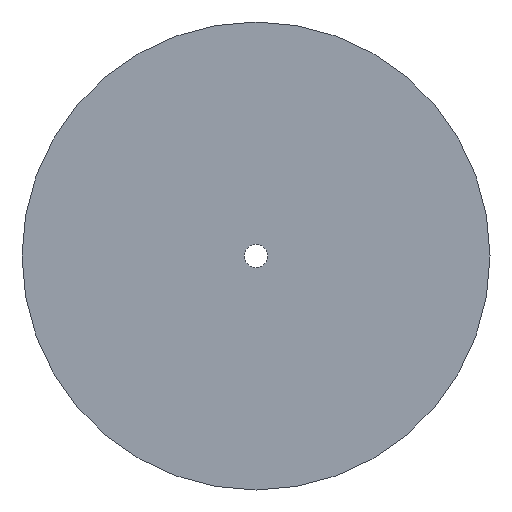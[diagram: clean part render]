
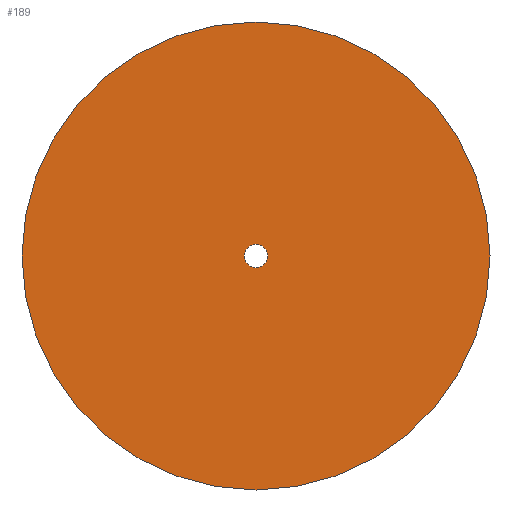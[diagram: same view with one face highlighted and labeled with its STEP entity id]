
A CAD part, front view. The second image highlights one B-rep face of the part: STEP entity #189.
In plain terms, the highlighted planar face has unit normal (0, -1, 0).
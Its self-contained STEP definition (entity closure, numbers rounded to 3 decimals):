
#4 = EDGE_CURVE ( 'NONE', #27, #30, #207, .T. ) ;
#5 = AXIS2_PLACEMENT_3D ( 'NONE', #77, #238, #62 ) ;
#9 = ORIENTED_EDGE ( 'NONE', *, *, #87, .F. ) ;
#15 = DIRECTION ( 'NONE',  ( 0., 1., 0. ) ) ;
#25 = CARTESIAN_POINT ( 'NONE',  ( 0., 0., 10. ) ) ;
#27 = VERTEX_POINT ( 'NONE', #183 ) ;
#30 = VERTEX_POINT ( 'NONE', #25 ) ;
#32 = DIRECTION ( 'NONE',  ( 0., 0., 1. ) ) ;
#42 = EDGE_CURVE ( 'NONE', #163, #198, #190, .T. ) ;
#49 = CIRCLE ( 'NONE', #194, 10. ) ;
#61 = DIRECTION ( 'NONE',  ( 0., 1., 0. ) ) ;
#62 = DIRECTION ( 'NONE',  ( 0., 0., 1. ) ) ;
#68 = DIRECTION ( 'NONE',  ( 0., 1., 0. ) ) ;
#71 = DIRECTION ( 'NONE',  ( 0., 0., 1. ) ) ;
#77 = CARTESIAN_POINT ( 'NONE',  ( 0., 0., 0. ) ) ;
#79 = EDGE_LOOP ( 'NONE', ( #9, #206 ) ) ;
#80 = CARTESIAN_POINT ( 'NONE',  ( 0., 0., 0. ) ) ;
#82 = CARTESIAN_POINT ( 'NONE',  ( 0., 0., 0. ) ) ;
#86 = FACE_BOUND ( 'NONE', #124, .T. ) ;
#87 = EDGE_CURVE ( 'NONE', #198, #163, #111, .T. ) ;
#95 = AXIS2_PLACEMENT_3D ( 'NONE', #82, #61, #142 ) ;
#102 = DIRECTION ( 'NONE',  ( 0., 0., 1. ) ) ;
#111 = CIRCLE ( 'NONE', #5, 200. ) ;
#124 = EDGE_LOOP ( 'NONE', ( #135, #126 ) ) ;
#126 = ORIENTED_EDGE ( 'NONE', *, *, #4, .T. ) ;
#135 = ORIENTED_EDGE ( 'NONE', *, *, #166, .T. ) ;
#138 = AXIS2_PLACEMENT_3D ( 'NONE', #80, #184, #102 ) ;
#142 = DIRECTION ( 'NONE',  ( 0., 0., 1. ) ) ;
#152 = FACE_OUTER_BOUND ( 'NONE', #79, .T. ) ;
#163 = VERTEX_POINT ( 'NONE', #214 ) ;
#166 = EDGE_CURVE ( 'NONE', #30, #27, #49, .T. ) ;
#172 = CARTESIAN_POINT ( 'NONE',  ( 0., 0., -200. ) ) ;
#183 = CARTESIAN_POINT ( 'NONE',  ( 0., 0., -10. ) ) ;
#184 = DIRECTION ( 'NONE',  ( 0., 1., 0. ) ) ;
#187 = AXIS2_PLACEMENT_3D ( 'NONE', #191, #15, #32 ) ;
#189 = ADVANCED_FACE ( 'NONE', ( #86, #152 ), #213, .F. ) ;
#190 = CIRCLE ( 'NONE', #95, 200. ) ;
#191 = CARTESIAN_POINT ( 'NONE',  ( 0., 0., 0. ) ) ;
#194 = AXIS2_PLACEMENT_3D ( 'NONE', #244, #68, #71 ) ;
#198 = VERTEX_POINT ( 'NONE', #172 ) ;
#206 = ORIENTED_EDGE ( 'NONE', *, *, #42, .F. ) ;
#207 = CIRCLE ( 'NONE', #138, 10. ) ;
#213 = PLANE ( 'NONE',  #187 ) ;
#214 = CARTESIAN_POINT ( 'NONE',  ( 0., 0., 200. ) ) ;
#238 = DIRECTION ( 'NONE',  ( 0., 1., 0. ) ) ;
#244 = CARTESIAN_POINT ( 'NONE',  ( 0., 0., 0. ) ) ;
